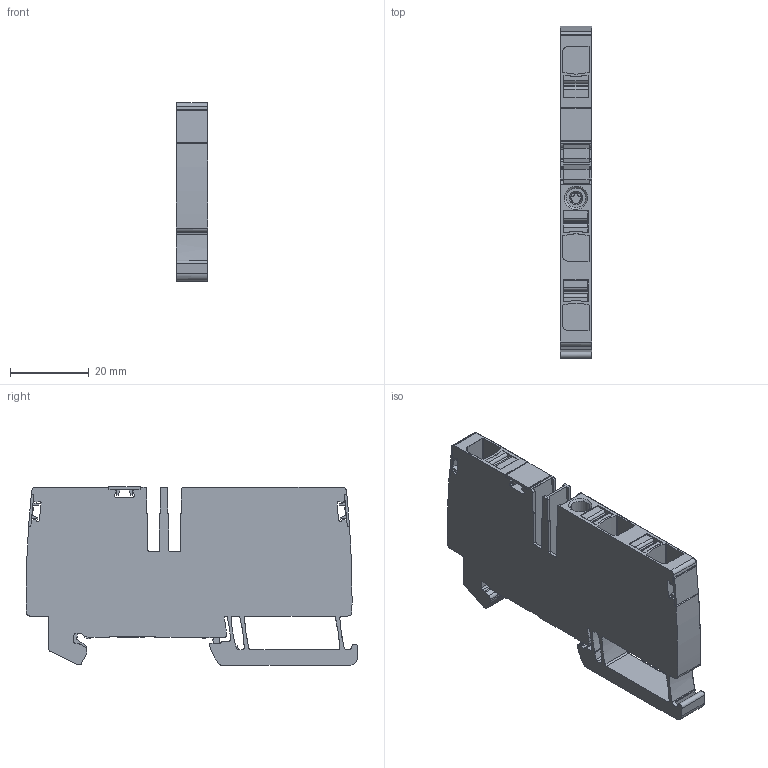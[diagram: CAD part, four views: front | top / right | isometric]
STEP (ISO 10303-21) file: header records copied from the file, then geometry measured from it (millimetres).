
FILE_DESCRIPTION(('CATIA V5R22 STEP214','CAx-IF Rec.Pracs.--- Model Styling and Organization---1.4--- 2014-01-23'),'2;1');
FILE_NAME ('1135616-2_1', '2019-07-10T05:43:28+00:00', ('Weidmueller Interface'), ('Weidmueller'), 'CATIA Version 5-6 Release 2016 SP3 HF44', 'CATIA V5 STEP AP214', 'none');
FILE_SCHEMA(('AUTOMOTIVE_DESIGN { 1 0 10303 214 1 1 1 1 }'));
Length unit declared in the file: millimetre
Products named in the file (1): 2674930000_A3C_6_PE_DL
Bounding box: 8.1 x 84.1 x 45.2 mm (x, y, z)
Volume: 21817.9 mm3; surface area: 18805.5 mm2
Topology: 15 solids, 15 shells, 975 faces, 2831 edges, 1906 vertices
Faces by surface type: plane 496, cylinder 382, extrusion 73, torus 20, cone 4
Entity records: 32111 total; most frequent: CARTESIAN_POINT 7336, ORIENTED_EDGE 5662, DIRECTION 4140, EDGE_CURVE 2831, VECTOR 1925, VERTEX_POINT 1906, LINE 1852, AXIS2_PLACEMENT_3D 1456
